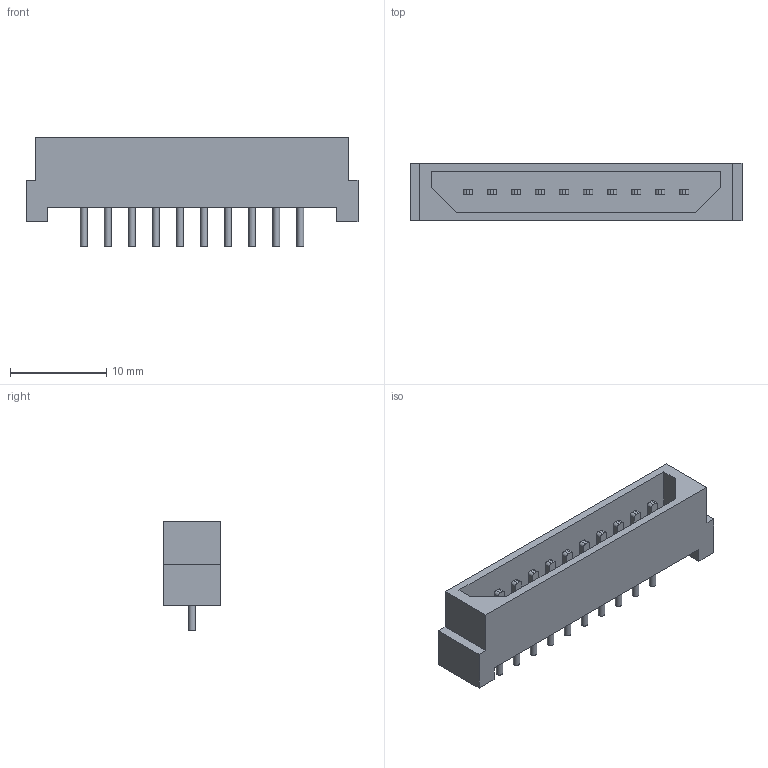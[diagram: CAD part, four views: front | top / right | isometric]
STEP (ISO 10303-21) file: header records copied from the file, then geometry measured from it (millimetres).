
FILE_DESCRIPTION(/* description */ (''),/* implementation_level */ '2;1');
FILE_NAME(/* name */ 'gwp10.step',/* time_stamp */ '2024-05-25T23:40:23+02:00',/* author */ (''),/* organization */ (''),/* preprocessor_version */ 'ST-DEVELOPER v20',/* originating_system */ 'Autodesk Translation Framework v12.20.1.177',/* authorisation */ '');
FILE_SCHEMA (('AUTOMOTIVE_DESIGN { 1 0 10303 214 3 1 1 }'));
Length unit declared in the file: millimetre
Products named in the file (3): gwp10; pins; pins_up
Assembly tree (2 placements, depth 2):
  gwp10
    pins
    pins_up
Bounding box: 34.5 x 6 x 11.4 mm (x, y, z)
Volume: 968.8 mm3; surface area: 1559.1 mm2
Topology: 21 solids, 21 shells, 131 faces, 264 edges, 176 vertices
Faces by surface type: plane 101, cylinder 30
Full cylindrical faces by diameter (mm): 0.7 x10
Entity records: 3490 total; most frequent: DIRECTION 598, CARTESIAN_POINT 577, ORIENTED_EDGE 528, EDGE_CURVE 264, LINE 204, VECTOR 204, AXIS2_PLACEMENT_3D 197, VERTEX_POINT 176
